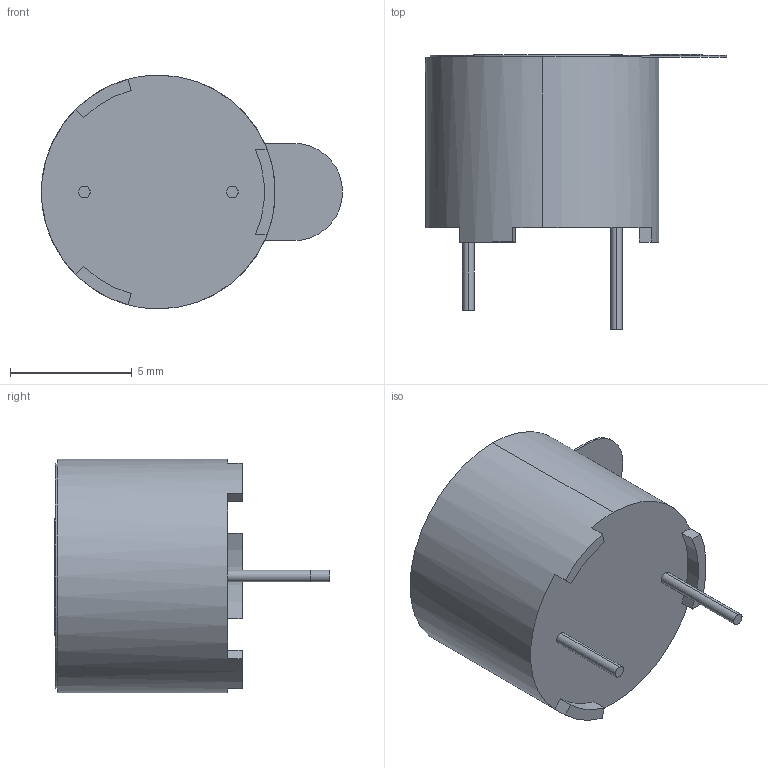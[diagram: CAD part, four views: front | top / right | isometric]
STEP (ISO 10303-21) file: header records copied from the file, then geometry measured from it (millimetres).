
FILE_DESCRIPTION(('FreeCAD Model'),'2;1');
FILE_NAME('Open CASCADE Shape Model','2024-01-09T17:34:39',('Author'),( ''),'Open CASCADE STEP processor 7.6','FreeCAD','Unknown');
FILE_SCHEMA(('AUTOMOTIVE_DESIGN { 1 0 10303 214 1 1 1 1 }'));
Length unit declared in the file: millimetre
Products named in the file (1): Buzzer_5V001
Bounding box: 12.36 x 11.32 x 9.6 mm (x, y, z)
Volume: 510.8 mm3; surface area: 421.2 mm2
Topology: 1 solids, 2 shells, 408 faces, 1096 edges, 730 vertices
Faces by surface type: plane 285, bspline 104, cylinder 19
Entity records: 18080 total; most frequent: CARTESIAN_POINT 8195, ORIENTED_EDGE 2192, DIRECTION 1544, EDGE_CURVE 1096, LINE 842, VECTOR 842, VERTEX_POINT 730, FACE_BOUND 446
